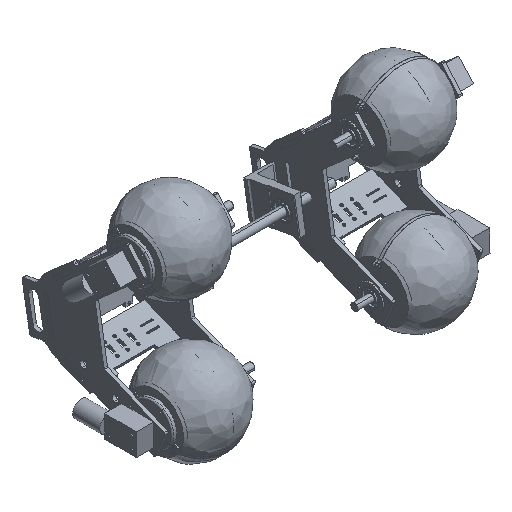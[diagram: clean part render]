
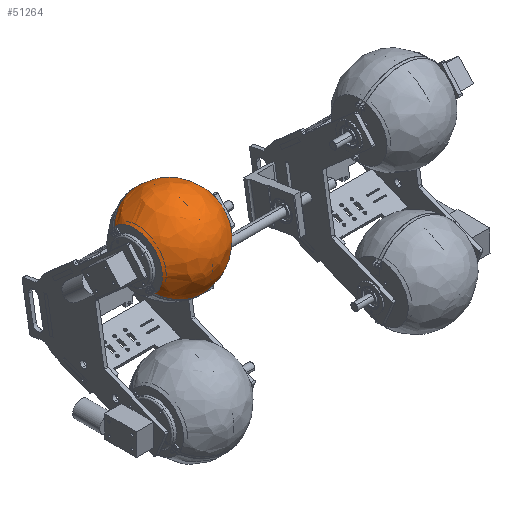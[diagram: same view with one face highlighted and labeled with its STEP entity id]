
A CAD part, isometric view. The second image highlights one B-rep face of the part: STEP entity #51264.
In plain terms, the highlighted free-form (B-spline) face has degree [2, 2] with [7, 3] control points.
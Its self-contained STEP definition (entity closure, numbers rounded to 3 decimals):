
#50858 = VERTEX_POINT('',#50859);
#50859 = CARTESIAN_POINT('',(-286.694,140.145,
    167.168));
#50865 = EDGE_CURVE('',#50858,#50866,#50868,.T.);
#50866 = VERTEX_POINT('',#50867);
#50867 = CARTESIAN_POINT('',(-199.148,140.145,
    167.168));
#50868 = ( BOUNDED_CURVE() B_SPLINE_CURVE(2,(#50869,#50870,#50871),
.UNSPECIFIED.,.F.,.F.) B_SPLINE_CURVE_WITH_KNOTS((3,3),(3.816,
5.609),.PIECEWISE_BEZIER_KNOTS.) CURVE() 
GEOMETRIC_REPRESENTATION_ITEM() RATIONAL_B_SPLINE_CURVE((1.,
0.624,1.)) REPRESENTATION_ITEM('') );
#50869 = CARTESIAN_POINT('',(-286.694,140.145,
    167.168));
#50870 = CARTESIAN_POINT('',(-242.921,180.358,
    204.374));
#50871 = CARTESIAN_POINT('',(-199.148,140.145,
    167.168));
#51025 = VERTEX_POINT('',#51026);
#51026 = CARTESIAN_POINT('',(-199.148,88.8,
    119.665));
#51032 = EDGE_CURVE('',#51025,#51033,#51035,.T.);
#51033 = VERTEX_POINT('',#51034);
#51034 = CARTESIAN_POINT('',(-286.694,88.8,
    119.665));
#51035 = ( BOUNDED_CURVE() B_SPLINE_CURVE(2,(#51036,#51037,#51038),
.UNSPECIFIED.,.F.,.F.) B_SPLINE_CURVE_WITH_KNOTS((3,3),(0.674,
2.467),.PIECEWISE_BEZIER_KNOTS.) CURVE() 
GEOMETRIC_REPRESENTATION_ITEM() RATIONAL_B_SPLINE_CURVE((1.,
0.624,1.)) REPRESENTATION_ITEM('') );
#51036 = CARTESIAN_POINT('',(-199.148,88.8,
    119.665));
#51037 = CARTESIAN_POINT('',(-242.921,48.586,
    82.46));
#51038 = CARTESIAN_POINT('',(-286.694,88.8,
    119.665));
#51141 = VERTEX_POINT('',#51142);
#51142 = CARTESIAN_POINT('',(-286.694,86.551,
    122.355));
#51147 = EDGE_CURVE('',#51141,#51148,#51150,.T.);
#51148 = VERTEX_POINT('',#51149);
#51149 = CARTESIAN_POINT('',(-286.694,90.72,
    169.089));
#51150 = ( BOUNDED_CURVE() B_SPLINE_CURVE(2,(#51151,#51152,#51153),
.UNSPECIFIED.,.F.,.F.) B_SPLINE_CURVE_WITH_KNOTS((3,3),(1.671,
3.142),.PIECEWISE_BEZIER_KNOTS.) CURVE() 
GEOMETRIC_REPRESENTATION_ITEM() RATIONAL_B_SPLINE_CURVE((1.,
0.742,1.)) REPRESENTATION_ITEM('') );
#51151 = CARTESIAN_POINT('',(-286.694,86.551,
    122.355));
#51152 = CARTESIAN_POINT('',(-286.694,67.502,
    147.607));
#51153 = CARTESIAN_POINT('',(-286.694,90.72,
    169.089));
#51155 = EDGE_CURVE('',#51148,#51156,#51158,.T.);
#51156 = VERTEX_POINT('',#51157);
#51157 = CARTESIAN_POINT('',(-286.694,137.637,
    169.62));
#51158 = ( BOUNDED_CURVE() B_SPLINE_CURVE(2,(#51159,#51160,#51161),
.UNSPECIFIED.,.F.,.F.) B_SPLINE_CURVE_WITH_KNOTS((3,3),(3.142,
4.612),.PIECEWISE_BEZIER_KNOTS.) CURVE() 
GEOMETRIC_REPRESENTATION_ITEM() RATIONAL_B_SPLINE_CURVE((1.,
0.742,1.)) REPRESENTATION_ITEM('') );
#51159 = CARTESIAN_POINT('',(-286.694,90.72,
    169.089));
#51160 = CARTESIAN_POINT('',(-286.694,113.939,
    190.571));
#51161 = CARTESIAN_POINT('',(-286.694,137.637,
    169.62));
#51201 = VERTEX_POINT('',#51202);
#51202 = CARTESIAN_POINT('',(-199.148,137.637,
    169.62));
#51207 = EDGE_CURVE('',#51201,#51208,#51210,.T.);
#51208 = VERTEX_POINT('',#51209);
#51209 = CARTESIAN_POINT('',(-199.148,86.551,
    122.355));
#51210 = ( BOUNDED_CURVE() B_SPLINE_CURVE(2,(#51211,#51212,#51213,#51214
,#51215),.UNSPECIFIED.,.F.,.F.) B_SPLINE_CURVE_WITH_KNOTS((3,2,3),(
    4.813,6.283,7.754),
.PIECEWISE_BEZIER_KNOTS.) CURVE() GEOMETRIC_REPRESENTATION_ITEM() 
RATIONAL_B_SPLINE_CURVE((1.,0.742,1.,0.742,1.)) 
REPRESENTATION_ITEM('') );
#51211 = CARTESIAN_POINT('',(-199.148,137.637,
    169.62));
#51212 = CARTESIAN_POINT('',(-199.148,113.939,
    190.571));
#51213 = CARTESIAN_POINT('',(-199.148,90.72,
    169.089));
#51214 = CARTESIAN_POINT('',(-199.148,67.502,
    147.607));
#51215 = CARTESIAN_POINT('',(-199.148,86.551,
    122.355));
#51264 = ADVANCED_FACE('',(#51265),#51309,.T.);
#51265 = FACE_BOUND('',#51266,.T.);
#51266 = EDGE_LOOP('',(#51267,#51268,#51274,#51275,#51281,#51282,#51288,
    #51289,#51301,#51302,#51303));
#51267 = ORIENTED_EDGE('',*,*,#51032,.F.);
#51268 = ORIENTED_EDGE('',*,*,#51269,.F.);
#51269 = EDGE_CURVE('',#51208,#51025,#51270,.T.);
#51270 = ( BOUNDED_CURVE() B_SPLINE_CURVE(2,(#51271,#51272,#51273),
.UNSPECIFIED.,.F.,.F.) B_SPLINE_CURVE_WITH_KNOTS((3,3),(1.471,
1.571),.PIECEWISE_BEZIER_KNOTS.) CURVE() 
GEOMETRIC_REPRESENTATION_ITEM() RATIONAL_B_SPLINE_CURVE((1.,
0.999,1.)) REPRESENTATION_ITEM('') );
#51271 = CARTESIAN_POINT('',(-199.148,86.551,
    122.355));
#51272 = CARTESIAN_POINT('',(-199.148,87.608,
    120.953));
#51273 = CARTESIAN_POINT('',(-199.148,88.8,
    119.665));
#51274 = ORIENTED_EDGE('',*,*,#51207,.F.);
#51275 = ORIENTED_EDGE('',*,*,#51276,.F.);
#51276 = EDGE_CURVE('',#50866,#51201,#51277,.T.);
#51277 = ( BOUNDED_CURVE() B_SPLINE_CURVE(2,(#51278,#51279,#51280),
.UNSPECIFIED.,.F.,.F.) B_SPLINE_CURVE_WITH_KNOTS((3,3),(4.712,
4.813),.PIECEWISE_BEZIER_KNOTS.) CURVE() 
GEOMETRIC_REPRESENTATION_ITEM() RATIONAL_B_SPLINE_CURVE((1.,
0.999,1.)) REPRESENTATION_ITEM('') );
#51278 = CARTESIAN_POINT('',(-199.148,140.145,
    167.168));
#51279 = CARTESIAN_POINT('',(-199.148,138.952,
    168.457));
#51280 = CARTESIAN_POINT('',(-199.148,137.637,
    169.62));
#51281 = ORIENTED_EDGE('',*,*,#50865,.F.);
#51282 = ORIENTED_EDGE('',*,*,#51283,.F.);
#51283 = EDGE_CURVE('',#51156,#50858,#51284,.T.);
#51284 = ( BOUNDED_CURVE() B_SPLINE_CURVE(2,(#51285,#51286,#51287),
.UNSPECIFIED.,.F.,.F.) B_SPLINE_CURVE_WITH_KNOTS((3,3),(4.612,
4.712),.PIECEWISE_BEZIER_KNOTS.) CURVE() 
GEOMETRIC_REPRESENTATION_ITEM() RATIONAL_B_SPLINE_CURVE((1.,
0.999,1.)) REPRESENTATION_ITEM('') );
#51285 = CARTESIAN_POINT('',(-286.694,137.637,
    169.62));
#51286 = CARTESIAN_POINT('',(-286.694,138.952,
    168.457));
#51287 = CARTESIAN_POINT('',(-286.694,140.145,
    167.168));
#51288 = ORIENTED_EDGE('',*,*,#51155,.F.);
#51289 = ORIENTED_EDGE('',*,*,#51290,.T.);
#51290 = EDGE_CURVE('',#51148,#51291,#51293,.T.);
#51291 = VERTEX_POINT('',#51292);
#51292 = CARTESIAN_POINT('',(-242.921,76.422,
    184.544));
#51293 = B_SPLINE_CURVE_WITH_KNOTS('',6,(#51294,#51295,#51296,#51297,
    #51298,#51299,#51300),.UNSPECIFIED.,.F.,.F.,(7,7),(0.674,
    1.571),.PIECEWISE_BEZIER_KNOTS.);
#51294 = CARTESIAN_POINT('',(-286.694,90.72,
    169.089));
#51295 = CARTESIAN_POINT('',(-281.467,86.278,
    173.891));
#51296 = CARTESIAN_POINT('',(-275.067,82.472,
    178.005));
#51297 = CARTESIAN_POINT('',(-267.704,79.481,
    181.237));
#51298 = CARTESIAN_POINT('',(-259.667,77.441,
    183.442));
#51299 = CARTESIAN_POINT('',(-251.294,76.422,
    184.544));
#51300 = CARTESIAN_POINT('',(-242.921,76.422,
    184.544));
#51301 = ORIENTED_EDGE('',*,*,#51290,.F.);
#51302 = ORIENTED_EDGE('',*,*,#51147,.F.);
#51303 = ORIENTED_EDGE('',*,*,#51304,.F.);
#51304 = EDGE_CURVE('',#51033,#51141,#51305,.T.);
#51305 = ( BOUNDED_CURVE() B_SPLINE_CURVE(2,(#51306,#51307,#51308),
.UNSPECIFIED.,.F.,.F.) B_SPLINE_CURVE_WITH_KNOTS((3,3),(1.571,
1.671),.PIECEWISE_BEZIER_KNOTS.) CURVE() 
GEOMETRIC_REPRESENTATION_ITEM() RATIONAL_B_SPLINE_CURVE((1.,
0.999,1.)) REPRESENTATION_ITEM('') );
#51306 = CARTESIAN_POINT('',(-286.694,88.8,
    119.665));
#51307 = CARTESIAN_POINT('',(-286.694,87.608,
    120.953));
#51308 = CARTESIAN_POINT('',(-286.694,86.551,
    122.355));
#51309 = ( BOUNDED_SURFACE() B_SPLINE_SURFACE(2,2,(
    (#51310,#51311,#51312)
    ,(#51313,#51314,#51315)
    ,(#51316,#51317,#51318)
    ,(#51319,#51320,#51321)
    ,(#51322,#51323,#51324)
    ,(#51325,#51326,#51327)
    ,(#51328,#51329,#51330
)),.UNSPECIFIED.,.T.,.F.,.F.) B_SPLINE_SURFACE_WITH_KNOTS((1,2,2,2,2,1),
  (3,3),(-2.094,0.,2.094,4.189,6.283,
    8.378),(0.,1.571),.UNSPECIFIED.) 
GEOMETRIC_REPRESENTATION_ITEM() RATIONAL_B_SPLINE_SURFACE((
    (1.,0.707,1.)
    ,(0.5,0.354,0.5)
    ,(1.,0.707,1.)
    ,(0.5,0.354,0.5)
    ,(1.,0.707,1.)
    ,(0.5,0.354,0.5)
,(1.,0.707,1.))) REPRESENTATION_ITEM('') SURFACE() );
#51310 = CARTESIAN_POINT('',(-298.95,114.472,
    143.417));
#51311 = CARTESIAN_POINT('',(-298.95,76.422,
    184.544));
#51312 = CARTESIAN_POINT('',(-242.921,76.422,
    184.544));
#51313 = CARTESIAN_POINT('',(-298.95,43.238,
    77.511));
#51314 = CARTESIAN_POINT('',(-298.95,5.187,
    118.639));
#51315 = CARTESIAN_POINT('',(-242.921,76.422,
    184.544));
#51316 = CARTESIAN_POINT('',(-214.906,78.855,
    110.464));
#51317 = CARTESIAN_POINT('',(-214.906,40.804,
    151.591));
#51318 = CARTESIAN_POINT('',(-242.921,76.422,
    184.544));
#51319 = CARTESIAN_POINT('',(-130.862,114.472,
    143.417));
#51320 = CARTESIAN_POINT('',(-130.862,76.422,
    184.544));
#51321 = CARTESIAN_POINT('',(-242.921,76.422,
    184.544));
#51322 = CARTESIAN_POINT('',(-214.906,150.089,
    176.369));
#51323 = CARTESIAN_POINT('',(-214.906,112.039,
    217.497));
#51324 = CARTESIAN_POINT('',(-242.921,76.422,
    184.544));
#51325 = CARTESIAN_POINT('',(-298.95,185.707,
    209.322));
#51326 = CARTESIAN_POINT('',(-298.95,147.656,
    250.449));
#51327 = CARTESIAN_POINT('',(-242.921,76.422,
    184.544));
#51328 = CARTESIAN_POINT('',(-298.95,114.472,
    143.417));
#51329 = CARTESIAN_POINT('',(-298.95,76.422,
    184.544));
#51330 = CARTESIAN_POINT('',(-242.921,76.422,
    184.544));
